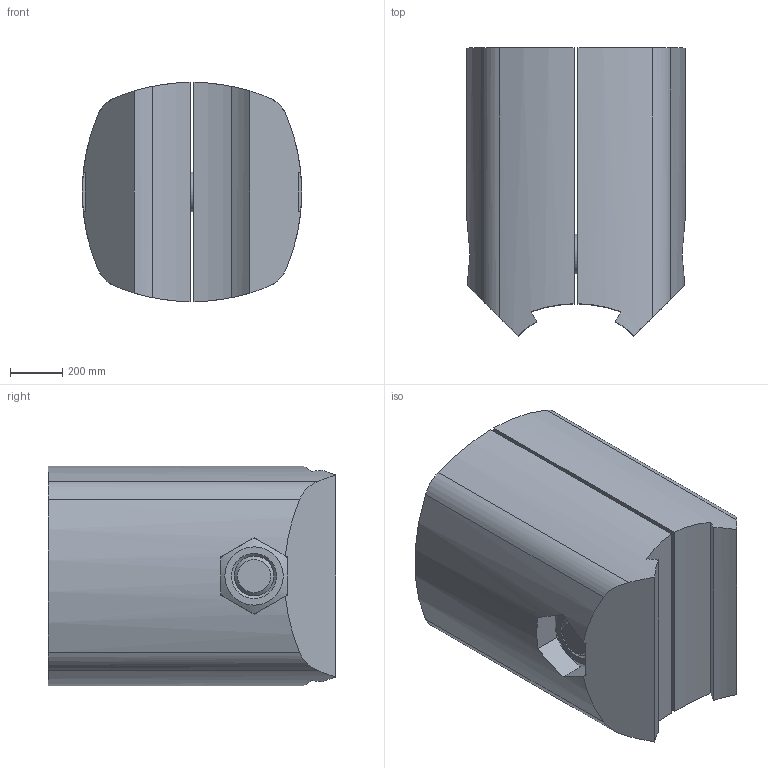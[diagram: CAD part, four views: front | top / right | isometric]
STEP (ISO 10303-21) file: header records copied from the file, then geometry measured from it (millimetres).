
FILE_DESCRIPTION(/* description */ (''),/* implementation_level */ '2;1');
FILE_NAME(/* name */ '41D-100-0.step',/* time_stamp */ '2022-07-18T08:49:26-04:00',/* author */ (''),/* organization */ (''),/* preprocessor_version */ 'ST-DEVELOPER v19',/* originating_system */ 'Autodesk Translation Framework v11.7.0.108',/* authorisation */ '');
FILE_SCHEMA (('AUTOMOTIVE_DESIGN { 1 0 10303 214 3 1 1 }'));
Length unit declared in the file: millimetre
Products named in the file (1): (Unsaved)
Bounding box: 837.41 x 1100.49 x 838.12 mm (x, y, z)
Volume: 380307694.5 mm3; surface area: 7666000.4 mm2
Topology: 4 solids, 4 shells, 90 faces, 243 edges, 162 vertices
Faces by surface type: plane 49, cylinder 35, cone 6
Full cylindrical faces by diameter (mm): 132.08 x1, 152.4 x3, 254 x1
Entity records: 3044 total; most frequent: CARTESIAN_POINT 755, ORIENTED_EDGE 484, DIRECTION 457, EDGE_CURVE 242, AXIS2_PLACEMENT_3D 165, VERTEX_POINT 162, LINE 127, VECTOR 127
